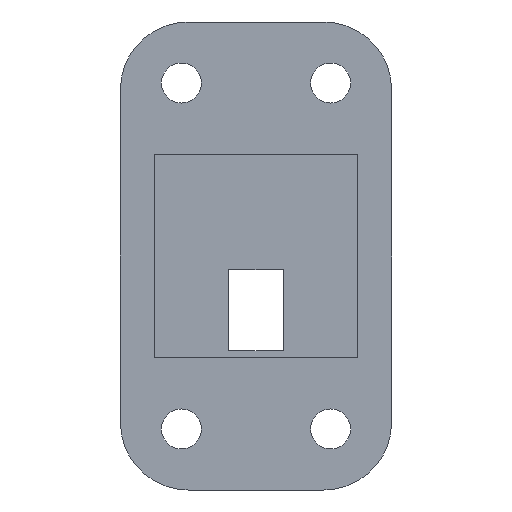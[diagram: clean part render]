
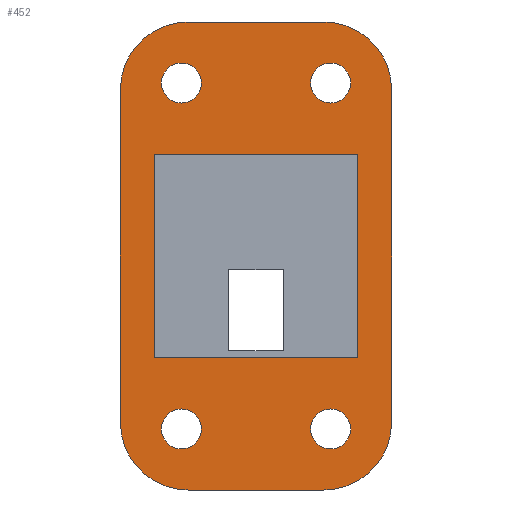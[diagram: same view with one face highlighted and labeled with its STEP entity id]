
A CAD part, front view. The second image highlights one B-rep face of the part: STEP entity #452.
In plain terms, the highlighted planar face has unit normal (0, -1, 0).
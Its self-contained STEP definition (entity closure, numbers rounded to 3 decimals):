
#21=FACE_BOUND('',#93,.T.);
#22=FACE_BOUND('',#94,.T.);
#23=FACE_BOUND('',#95,.T.);
#24=FACE_BOUND('',#96,.T.);
#25=FACE_BOUND('',#97,.T.);
#40=PLANE('',#505);
#63=FACE_OUTER_BOUND('',#92,.T.);
#92=EDGE_LOOP('',(#406,#407,#408,#409,#410,#411,#412,#413));
#93=EDGE_LOOP('',(#414,#415,#416,#417));
#94=EDGE_LOOP('',(#418));
#95=EDGE_LOOP('',(#419));
#96=EDGE_LOOP('',(#420));
#97=EDGE_LOOP('',(#421));
#102=LINE('',#645,#146);
#112=LINE('',#681,#156);
#115=LINE('',#689,#159);
#117=LINE('',#697,#161);
#121=LINE('',#705,#165);
#124=LINE('',#711,#168);
#127=LINE('',#716,#171);
#141=LINE('',#752,#185);
#146=VECTOR('',#520,10.);
#156=VECTOR('',#552,10.);
#159=VECTOR('',#561,10.);
#161=VECTOR('',#569,10.);
#165=VECTOR('',#575,10.);
#168=VECTOR('',#580,10.);
#171=VECTOR('',#585,10.);
#185=VECTOR('',#627,10.);
#187=CIRCLE('',#469,5.);
#195=CIRCLE('',#480,5.);
#196=CIRCLE('',#483,5.);
#197=CIRCLE('',#486,5.);
#198=CIRCLE('',#495,1.475);
#199=CIRCLE('',#497,1.475);
#200=CIRCLE('',#499,1.475);
#201=CIRCLE('',#501,1.475);
#204=VERTEX_POINT('',#635);
#205=VERTEX_POINT('',#637);
#207=VERTEX_POINT('',#643);
#221=VERTEX_POINT('',#675);
#222=VERTEX_POINT('',#679);
#223=VERTEX_POINT('',#683);
#224=VERTEX_POINT('',#685);
#225=VERTEX_POINT('',#691);
#226=VERTEX_POINT('',#695);
#227=VERTEX_POINT('',#696);
#230=VERTEX_POINT('',#704);
#232=VERTEX_POINT('',#710);
#238=VERTEX_POINT('',#733);
#239=VERTEX_POINT('',#737);
#240=VERTEX_POINT('',#741);
#241=VERTEX_POINT('',#745);
#244=EDGE_CURVE('',#204,#205,#187,.T.);
#248=EDGE_CURVE('',#207,#204,#102,.T.);
#264=EDGE_CURVE('',#221,#207,#195,.T.);
#266=EDGE_CURVE('',#222,#221,#112,.T.);
#268=EDGE_CURVE('',#223,#224,#196,.T.);
#270=EDGE_CURVE('',#205,#223,#115,.T.);
#272=EDGE_CURVE('',#225,#222,#197,.T.);
#273=EDGE_CURVE('',#226,#227,#117,.T.);
#277=EDGE_CURVE('',#230,#226,#121,.T.);
#280=EDGE_CURVE('',#232,#230,#124,.T.);
#283=EDGE_CURVE('',#227,#232,#127,.T.);
#292=EDGE_CURVE('',#238,#238,#198,.F.);
#294=EDGE_CURVE('',#239,#239,#199,.F.);
#296=EDGE_CURVE('',#240,#240,#200,.F.);
#298=EDGE_CURVE('',#241,#241,#201,.F.);
#301=EDGE_CURVE('',#224,#225,#141,.T.);
#406=ORIENTED_EDGE('',*,*,#244,.F.);
#407=ORIENTED_EDGE('',*,*,#248,.F.);
#408=ORIENTED_EDGE('',*,*,#264,.F.);
#409=ORIENTED_EDGE('',*,*,#266,.F.);
#410=ORIENTED_EDGE('',*,*,#272,.F.);
#411=ORIENTED_EDGE('',*,*,#301,.F.);
#412=ORIENTED_EDGE('',*,*,#268,.F.);
#413=ORIENTED_EDGE('',*,*,#270,.F.);
#414=ORIENTED_EDGE('',*,*,#273,.T.);
#415=ORIENTED_EDGE('',*,*,#283,.T.);
#416=ORIENTED_EDGE('',*,*,#280,.T.);
#417=ORIENTED_EDGE('',*,*,#277,.T.);
#418=ORIENTED_EDGE('',*,*,#292,.T.);
#419=ORIENTED_EDGE('',*,*,#294,.T.);
#420=ORIENTED_EDGE('',*,*,#296,.T.);
#421=ORIENTED_EDGE('',*,*,#298,.T.);
#452=ADVANCED_FACE('',(#63,#21,#22,#23,#24,#25),#40,.F.);
#469=AXIS2_PLACEMENT_3D('',#638,#513,#514);
#480=AXIS2_PLACEMENT_3D('',#677,#547,#548);
#483=AXIS2_PLACEMENT_3D('',#686,#556,#557);
#486=AXIS2_PLACEMENT_3D('',#693,#565,#566);
#495=AXIS2_PLACEMENT_3D('',#734,#602,#603);
#497=AXIS2_PLACEMENT_3D('',#738,#607,#608);
#499=AXIS2_PLACEMENT_3D('',#742,#612,#613);
#501=AXIS2_PLACEMENT_3D('',#746,#617,#618);
#505=AXIS2_PLACEMENT_3D('',#753,#628,#629);
#513=DIRECTION('center_axis',(0.,1.,0.));
#514=DIRECTION('ref_axis',(-0.707,0.,-0.707));
#520=DIRECTION('',(-1.,0.,0.));
#547=DIRECTION('center_axis',(0.,1.,0.));
#548=DIRECTION('ref_axis',(0.707,0.,-0.707));
#552=DIRECTION('',(0.,0.,-1.));
#556=DIRECTION('center_axis',(0.,1.,0.));
#557=DIRECTION('ref_axis',(-0.707,0.,0.707));
#561=DIRECTION('',(0.,0.,1.));
#565=DIRECTION('center_axis',(0.,1.,0.));
#566=DIRECTION('ref_axis',(0.707,0.,0.707));
#569=DIRECTION('',(0.,0.,1.));
#575=DIRECTION('',(-1.,0.,0.));
#580=DIRECTION('',(0.,0.,-1.));
#585=DIRECTION('',(1.,0.,0.));
#602=DIRECTION('center_axis',(0.,-1.,0.));
#603=DIRECTION('ref_axis',(1.,0.,0.));
#607=DIRECTION('center_axis',(0.,-1.,0.));
#608=DIRECTION('ref_axis',(1.,0.,0.));
#612=DIRECTION('center_axis',(0.,-1.,0.));
#613=DIRECTION('ref_axis',(1.,0.,0.));
#617=DIRECTION('center_axis',(0.,-1.,0.));
#618=DIRECTION('ref_axis',(1.,0.,0.));
#627=DIRECTION('',(1.,0.,0.));
#628=DIRECTION('center_axis',(0.,1.,0.));
#629=DIRECTION('ref_axis',(-1.,0.,0.));
#635=CARTESIAN_POINT('',(-5.,1.75,-17.25));
#637=CARTESIAN_POINT('',(-10.,1.75,-12.25));
#638=CARTESIAN_POINT('Origin',(-5.,1.75,-12.25));
#643=CARTESIAN_POINT('',(5.,1.75,-17.25));
#645=CARTESIAN_POINT('',(10.,1.75,-17.25));
#675=CARTESIAN_POINT('',(10.,1.75,-12.25));
#677=CARTESIAN_POINT('Origin',(5.,1.75,-12.25));
#679=CARTESIAN_POINT('',(10.,1.75,12.25));
#681=CARTESIAN_POINT('',(10.,1.75,17.25));
#683=CARTESIAN_POINT('',(-10.,1.75,12.25));
#685=CARTESIAN_POINT('',(-5.,1.75,17.25));
#686=CARTESIAN_POINT('Origin',(-5.,1.75,12.25));
#689=CARTESIAN_POINT('',(-10.,1.75,-17.25));
#691=CARTESIAN_POINT('',(5.,1.75,17.25));
#693=CARTESIAN_POINT('Origin',(5.,1.75,12.25));
#695=CARTESIAN_POINT('',(-7.5,1.75,-7.5));
#696=CARTESIAN_POINT('',(-7.5,1.75,7.5));
#697=CARTESIAN_POINT('',(-7.5,1.75,-3.75));
#704=CARTESIAN_POINT('',(7.5,1.75,-7.5));
#705=CARTESIAN_POINT('',(3.75,1.75,-7.5));
#710=CARTESIAN_POINT('',(7.5,1.75,7.5));
#711=CARTESIAN_POINT('',(7.5,1.75,3.75));
#716=CARTESIAN_POINT('',(-3.75,1.75,7.5));
#733=CARTESIAN_POINT('',(4.025,1.75,12.75));
#734=CARTESIAN_POINT('Origin',(5.5,1.75,12.75));
#737=CARTESIAN_POINT('',(4.025,1.75,-12.75));
#738=CARTESIAN_POINT('Origin',(5.5,1.75,-12.75));
#741=CARTESIAN_POINT('',(-6.975,1.75,12.75));
#742=CARTESIAN_POINT('Origin',(-5.5,1.75,12.75));
#745=CARTESIAN_POINT('',(-6.975,1.75,-12.75));
#746=CARTESIAN_POINT('Origin',(-5.5,1.75,-12.75));
#752=CARTESIAN_POINT('',(-10.,1.75,17.25));
#753=CARTESIAN_POINT('Origin',(0.,1.75,0.));
